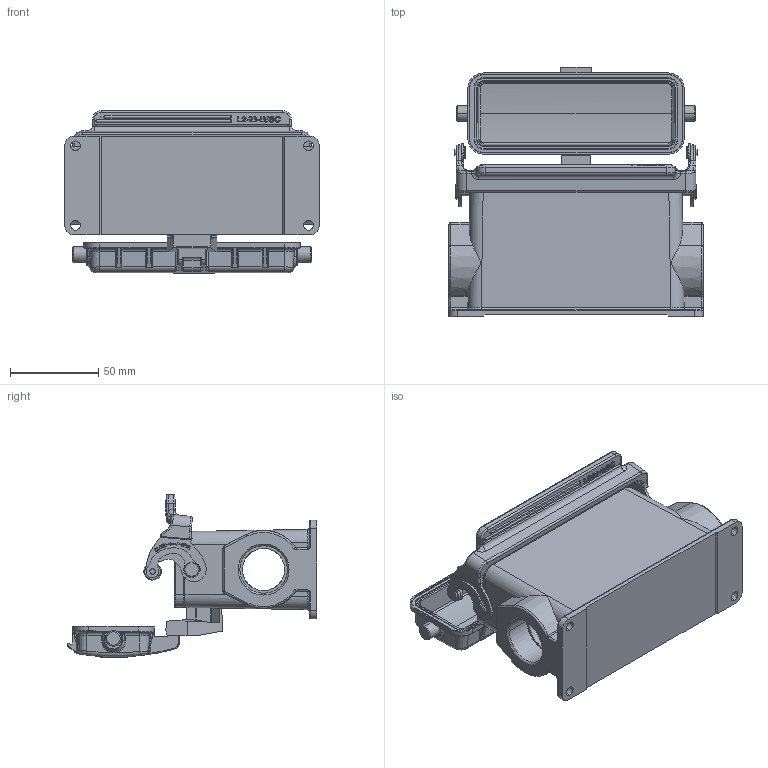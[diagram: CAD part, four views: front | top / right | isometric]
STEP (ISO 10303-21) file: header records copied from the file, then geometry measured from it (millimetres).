
FILE_DESCRIPTION((''),'2;1');
FILE_NAME('H24B-SFH-1L_SC-MCV-PG21','2017-08-03T',('dm.li'),(''),'PRO/ENGINEER BY PARAMETRIC TECHNOLOGY CORPORATION, 2012480','PRO/ENGINEER BY PARAMETRIC TECHNOLOGY CORPORATION, 2012480','');
FILE_SCHEMA(('AUTOMOTIVE_DESIGN { 1 0 10303 214 1 1 1 1 }'));
Products named in the file (1): H24B-SFH-1L_SC-MCV-PG21
Bounding box: 144 x 141.07 x 92.31 mm (x, y, z)
Volume: 236160.1 mm3; surface area: 107706.7 mm2
Topology: 1 solids, 26 shells, 1973 faces, 5388 edges, 3533 vertices
Faces by surface type: plane 722, cylinder 530, extrusion 258, bspline 227, torus 169, cone 53, sphere 14
Entity records: 79906 total; most frequent: CARTESIAN_POINT 29266, ORIENTED_EDGE 10686, DIRECTION 8326, EDGE_CURVE 5370, VERTEX_POINT 3533, AXIS2_PLACEMENT_3D 2812, VECTOR 2702, LINE 2444
